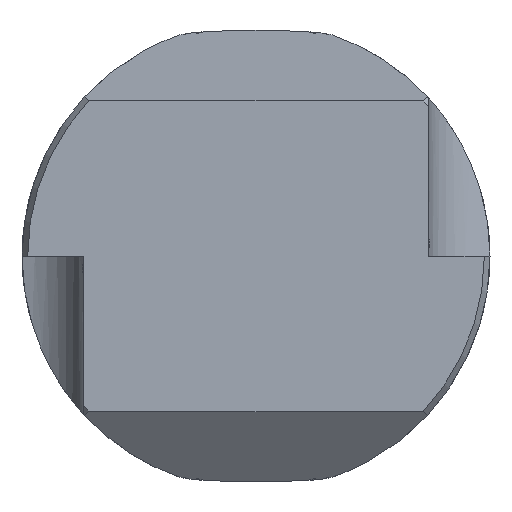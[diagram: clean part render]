
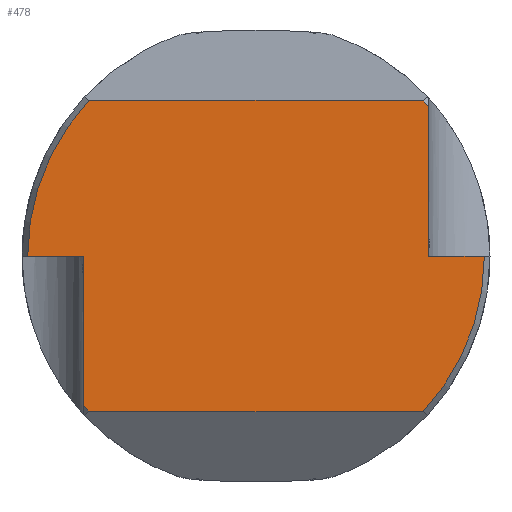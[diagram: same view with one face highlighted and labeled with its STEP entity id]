
A CAD part, left-side view. The second image highlights one B-rep face of the part: STEP entity #478.
In plain terms, the highlighted planar face has unit normal (-1, 0, 0).
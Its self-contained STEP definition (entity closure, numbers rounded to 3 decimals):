
#402=PLANE('',#961);
#430=LINE('',#1273,#448);
#431=LINE('',#1277,#449);
#432=LINE('',#1279,#450);
#433=LINE('',#1283,#451);
#434=LINE('',#1287,#452);
#435=LINE('',#1289,#453);
#448=VECTOR('',#1060,1.);
#449=VECTOR('',#1063,1.);
#450=VECTOR('',#1064,1.);
#451=VECTOR('',#1067,1.);
#452=VECTOR('',#1070,1.);
#453=VECTOR('',#1071,1.);
#478=ADVANCED_FACE('',(#530),#402,.F.);
#530=FACE_OUTER_BOUND('',#550,.T.);
#550=EDGE_LOOP('',(#638,#639,#640,#641,#642,#643,#644,#645,#646,#647));
#638=ORIENTED_EDGE('',*,*,#833,.T.);
#639=ORIENTED_EDGE('',*,*,#850,.F.);
#640=ORIENTED_EDGE('',*,*,#851,.T.);
#641=ORIENTED_EDGE('',*,*,#852,.F.);
#642=ORIENTED_EDGE('',*,*,#853,.F.);
#643=ORIENTED_EDGE('',*,*,#854,.T.);
#644=ORIENTED_EDGE('',*,*,#855,.F.);
#645=ORIENTED_EDGE('',*,*,#856,.T.);
#646=ORIENTED_EDGE('',*,*,#857,.F.);
#647=ORIENTED_EDGE('',*,*,#858,.F.);
#774=VERTEX_POINT('',#1216);
#775=VERTEX_POINT('',#1218);
#790=VERTEX_POINT('',#1274);
#791=VERTEX_POINT('',#1276);
#792=VERTEX_POINT('',#1278);
#793=VERTEX_POINT('',#1280);
#794=VERTEX_POINT('',#1282);
#795=VERTEX_POINT('',#1284);
#796=VERTEX_POINT('',#1286);
#797=VERTEX_POINT('',#1288);
#833=EDGE_CURVE('',#775,#774,#909,.T.);
#850=EDGE_CURVE('',#790,#774,#430,.T.);
#851=EDGE_CURVE('',#790,#791,#916,.T.);
#852=EDGE_CURVE('',#792,#791,#431,.T.);
#853=EDGE_CURVE('',#793,#792,#432,.T.);
#854=EDGE_CURVE('',#793,#794,#917,.T.);
#855=EDGE_CURVE('',#795,#794,#433,.T.);
#856=EDGE_CURVE('',#795,#796,#918,.T.);
#857=EDGE_CURVE('',#797,#796,#434,.T.);
#858=EDGE_CURVE('',#775,#797,#435,.T.);
#909=CIRCLE('',#943,46.345);
#916=CIRCLE('',#958,46.345);
#917=CIRCLE('',#959,46.345);
#918=CIRCLE('',#960,46.345);
#943=AXIS2_PLACEMENT_3D('',#1217,#1028,#1029);
#958=AXIS2_PLACEMENT_3D('',#1275,#1061,#1062);
#959=AXIS2_PLACEMENT_3D('',#1281,#1065,#1066);
#960=AXIS2_PLACEMENT_3D('',#1285,#1068,#1069);
#961=AXIS2_PLACEMENT_3D('',#1290,#1072,#1073);
#1028=DIRECTION('',(-1.,0.,0.));
#1029=DIRECTION('',(0.,0.,1.));
#1060=DIRECTION('',(0.,1.,0.));
#1061=DIRECTION('',(-1.,0.,0.));
#1062=DIRECTION('',(0.,0.,1.));
#1063=DIRECTION('',(0.,-1.,0.));
#1064=DIRECTION('',(0.,0.,-1.));
#1065=DIRECTION('',(-1.,0.,0.));
#1066=DIRECTION('',(0.,0.,1.));
#1067=DIRECTION('',(0.,-1.,0.));
#1068=DIRECTION('',(-1.,0.,0.));
#1069=DIRECTION('',(0.,0.,1.));
#1070=DIRECTION('',(0.,1.,0.));
#1071=DIRECTION('',(0.,0.,1.));
#1072=DIRECTION('',(1.,0.,0.));
#1073=DIRECTION('',(0.,0.,-1.));
#1216=CARTESIAN_POINT('',(0.,33.902,-31.6));
#1217=CARTESIAN_POINT('',(0.,0.,0.));
#1218=CARTESIAN_POINT('',(0.,35.,-30.379));
#1273=CARTESIAN_POINT('',(0.,-420.03,-31.6));
#1274=CARTESIAN_POINT('',(0.,-33.902,-31.6));
#1275=CARTESIAN_POINT('',(0.,0.,0.));
#1276=CARTESIAN_POINT('',(0.,-46.345,0.));
#1277=CARTESIAN_POINT('',(0.,-35.,0.));
#1278=CARTESIAN_POINT('',(0.,-35.,0.));
#1279=CARTESIAN_POINT('',(0.,-35.,47.5));
#1280=CARTESIAN_POINT('',(0.,-35.,30.379));
#1281=CARTESIAN_POINT('',(0.,0.,0.));
#1282=CARTESIAN_POINT('',(0.,-33.902,31.6));
#1283=CARTESIAN_POINT('',(0.,420.03,31.6));
#1284=CARTESIAN_POINT('',(0.,33.902,31.6));
#1285=CARTESIAN_POINT('',(0.,0.,0.));
#1286=CARTESIAN_POINT('',(0.,46.345,0.));
#1287=CARTESIAN_POINT('',(0.,35.,0.));
#1288=CARTESIAN_POINT('',(0.,35.,0.));
#1289=CARTESIAN_POINT('',(0.,35.,-47.5));
#1290=CARTESIAN_POINT('',(0.,3.85,0.));
